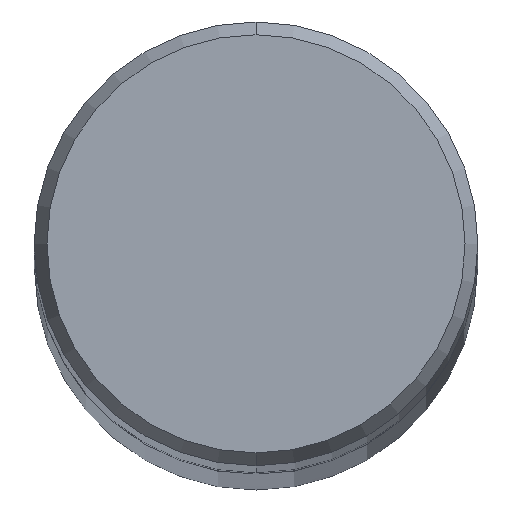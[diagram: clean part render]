
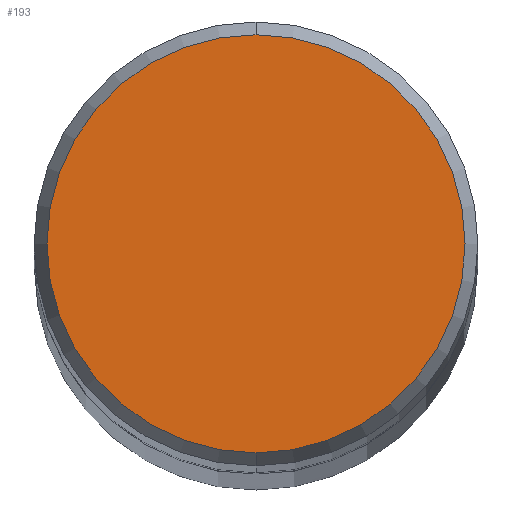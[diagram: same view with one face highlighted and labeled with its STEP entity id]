
A CAD part, top view. The second image highlights one B-rep face of the part: STEP entity #193.
In plain terms, the highlighted planar face has unit normal (0, 0, 1).
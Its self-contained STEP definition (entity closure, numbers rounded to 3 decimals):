
#139=EDGE_CURVE('',#199,#155,#295,.T.);
#155=VERTEX_POINT('',#313);
#181=EDGE_CURVE('',#155,#199,#343,.T.);
#193=ADVANCED_FACE('',(#356),#357,.T.);
#199=VERTEX_POINT('',#364);
#295=CIRCLE('',#468,3.746);
#313=CARTESIAN_POINT('',(0.,-3.746,0.0));
#343=CIRCLE('',#531,3.746);
#356=FACE_OUTER_BOUND('',#549,.T.);
#357=PLANE('',#550);
#364=CARTESIAN_POINT('',(0.0,3.746,0.0));
#468=AXIS2_PLACEMENT_3D('',#659,#660,#661);
#531=AXIS2_PLACEMENT_3D('',#719,#720,#721);
#549=EDGE_LOOP('',(#736,#737));
#550=AXIS2_PLACEMENT_3D('',#738,#739,#740);
#659=CARTESIAN_POINT('',(0.0,0.0,0.0));
#660=DIRECTION('',(0.0,0.0,-1.0));
#661=DIRECTION('',(0.0,1.0,0.0));
#719=CARTESIAN_POINT('',(0.0,0.0,0.0));
#720=DIRECTION('',(0.0,0.0,-1.0));
#721=DIRECTION('',(0.0,1.0,0.0));
#736=ORIENTED_EDGE('',*,*,#139,.F.);
#737=ORIENTED_EDGE('',*,*,#181,.F.);
#738=CARTESIAN_POINT('',(0.0,1.873,0.0));
#739=DIRECTION('',(-0.0,0.0,1.0));
#740=DIRECTION('',(0.0,-1.0,0.0));
